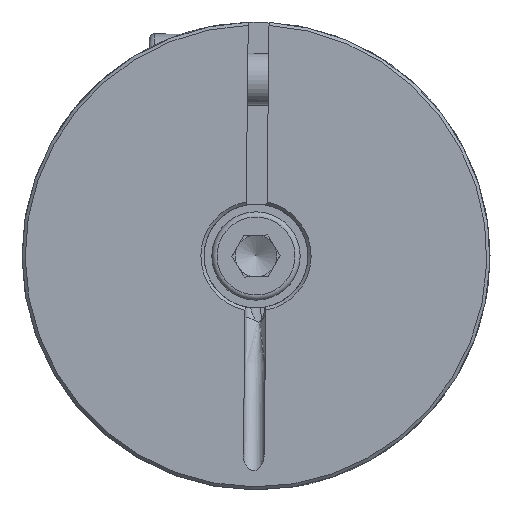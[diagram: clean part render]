
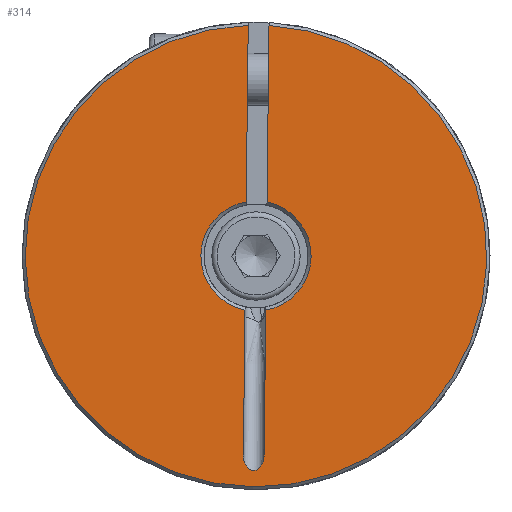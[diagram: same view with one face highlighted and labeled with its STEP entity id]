
A CAD part, left-side view. The second image highlights one B-rep face of the part: STEP entity #314.
In plain terms, the highlighted planar face has unit normal (-1, 0, 0).
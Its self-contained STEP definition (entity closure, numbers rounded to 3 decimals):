
#314 = ADVANCED_FACE( 'NONE', ( #679 ), #680, .F. );
#679 = FACE_OUTER_BOUND( '', #1183, .T. );
#680 = PLANE( '', #1184 );
#1183 = EDGE_LOOP( '', ( #2250, #2251, #2252, #2253, #2254, #2255, #2256, #2257 ) );
#1184 = AXIS2_PLACEMENT_3D( '', #2258, #2259, #2260 );
#2250 = ORIENTED_EDGE( '', *, *, #3060, .F. );
#2251 = ORIENTED_EDGE( '', *, *, #3045, .T. );
#2252 = ORIENTED_EDGE( '', *, *, #3061, .T. );
#2253 = ORIENTED_EDGE( '', *, *, #3062, .T. );
#2254 = ORIENTED_EDGE( '', *, *, #3063, .T. );
#2255 = ORIENTED_EDGE( '', *, *, #3064, .T. );
#2256 = ORIENTED_EDGE( '', *, *, #3065, .F. );
#2257 = ORIENTED_EDGE( '', *, *, #3015, .T. );
#2258 = CARTESIAN_POINT( '', ( 0., 5., 0. ) );
#2259 = DIRECTION( '', ( 1., 0., 0. ) );
#2260 = DIRECTION( '', ( 0., 1., 0. ) );
#3015 = EDGE_CURVE( 'NONE', #3395, #3392, #3396, .T. );
#3045 = EDGE_CURVE( 'NONE', #3444, #3442, #3445, .T. );
#3060 = EDGE_CURVE( 'NONE', #3444, #3392, #3469, .F. );
#3061 = EDGE_CURVE( 'NONE', #3442, #3470, #3471, .T. );
#3062 = EDGE_CURVE( 'NONE', #3470, #3472, #3473, .T. );
#3063 = EDGE_CURVE( 'NONE', #3472, #3474, #3475, .T. );
#3064 = EDGE_CURVE( 'NONE', #3474, #3476, #3477, .F. );
#3065 = EDGE_CURVE( 'NONE', #3395, #3476, #3478, .F. );
#3392 = VERTEX_POINT( 'NONE', #4011 );
#3395 = VERTEX_POINT( 'NONE', #4017 );
#3396 = CIRCLE( '', #4018, 5.3 );
#3442 = VERTEX_POINT( 'NONE', #4080 );
#3444 = VERTEX_POINT( 'NONE', #4082 );
#3445 = B_SPLINE_CURVE_WITH_KNOTS( '', 3, ( #4083, #4084, #4085, #4086, #4087, #4088, #4089, #4090, #4091, #4092, #4093, #4094, #4095, #4096, #4097, #4098, #4099, #4100 ), .UNSPECIFIED., .F., .F., ( 4, 2, 2, 2, 2, 2, 2, 2, 4 ), ( 0., 0., 0.001, 0.001, 0.002, 0.002, 0.003, 0.003, 0.004 ), .UNSPECIFIED. );
#3469 = LINE( '', #4154, #4155 );
#3470 = VERTEX_POINT( 'NONE', #4156 );
#3471 = LINE( '', #4157, #4158 );
#3472 = VERTEX_POINT( 'NONE', #4159 );
#3473 = CIRCLE( '', #4160, 5.3 );
#3474 = VERTEX_POINT( 'NONE', #4161 );
#3475 = LINE( '', #4162, #4163 );
#3476 = VERTEX_POINT( 'NONE', #4164 );
#3477 = CIRCLE( '', #4165, 22.2 );
#3478 = LINE( '', #4166, #4167 );
#4011 = CARTESIAN_POINT( '', ( 0., -1., -5.205 ) );
#4017 = CARTESIAN_POINT( '', ( 0., -1., 5.205 ) );
#4018 = AXIS2_PLACEMENT_3D( '', #4649, #4650, #4651 );
#4080 = CARTESIAN_POINT( '', ( 0., 1., -19.125 ) );
#4082 = CARTESIAN_POINT( '', ( 0., -1., -19.125 ) );
#4083 = CARTESIAN_POINT( '', ( 0., -1., -19.125 ) );
#4084 = CARTESIAN_POINT( '', ( 0., -1., -19.291 ) );
#4085 = CARTESIAN_POINT( '', ( 0., -0.983, -19.455 ) );
#4086 = CARTESIAN_POINT( '', ( 0., -0.91, -19.775 ) );
#4087 = CARTESIAN_POINT( '', ( 0., -0.854, -19.934 ) );
#4088 = CARTESIAN_POINT( '', ( 0., -0.697, -20.225 ) );
#4089 = CARTESIAN_POINT( '', ( 0., -0.593, -20.36 ) );
#4090 = CARTESIAN_POINT( '', ( 0., -0.33, -20.564 ) );
#4091 = CARTESIAN_POINT( '', ( 0., -0.169, -20.63 ) );
#4092 = CARTESIAN_POINT( '', ( 0., 0.168, -20.63 ) );
#4093 = CARTESIAN_POINT( '', ( 0., 0.328, -20.566 ) );
#4094 = CARTESIAN_POINT( '', ( 0., 0.592, -20.361 ) );
#4095 = CARTESIAN_POINT( '', ( 0., 0.695, -20.227 ) );
#4096 = CARTESIAN_POINT( '', ( 0., 0.854, -19.936 ) );
#4097 = CARTESIAN_POINT( '', ( 0., 0.909, -19.78 ) );
#4098 = CARTESIAN_POINT( '', ( 0., 0.983, -19.456 ) );
#4099 = CARTESIAN_POINT( '', ( 0., 1., -19.291 ) );
#4100 = CARTESIAN_POINT( '', ( 0., 1., -19.125 ) );
#4154 = CARTESIAN_POINT( '', ( 0., -1., 13. ) );
#4155 = VECTOR( '', #4712, 1000. );
#4156 = CARTESIAN_POINT( '', ( 0., 1., -5.205 ) );
#4157 = CARTESIAN_POINT( '', ( 0., 1., 0. ) );
#4158 = VECTOR( '', #4713, 1000. );
#4159 = CARTESIAN_POINT( '', ( 0., 1., 5.205 ) );
#4160 = AXIS2_PLACEMENT_3D( '', #4714, #4715, #4716 );
#4161 = CARTESIAN_POINT( '', ( 0., 1., 22.177 ) );
#4162 = CARTESIAN_POINT( '', ( 0., 1., 0. ) );
#4163 = VECTOR( '', #4717, 1000. );
#4164 = CARTESIAN_POINT( '', ( 0., -1., 22.177 ) );
#4165 = AXIS2_PLACEMENT_3D( '', #4718, #4719, #4720 );
#4166 = CARTESIAN_POINT( '', ( 0., -1., 13. ) );
#4167 = VECTOR( '', #4721, 1000. );
#4649 = CARTESIAN_POINT( '', ( 0., 0., 0. ) );
#4650 = DIRECTION( '', ( 1., 0., 0. ) );
#4651 = DIRECTION( '', ( 0., 0., -1. ) );
#4712 = DIRECTION( '', ( 0., 0., -1. ) );
#4713 = DIRECTION( '', ( 0., 0., 1. ) );
#4714 = CARTESIAN_POINT( '', ( 0., 0., 0. ) );
#4715 = DIRECTION( '', ( 1., 0., 0. ) );
#4716 = DIRECTION( '', ( 0., 0., -1. ) );
#4717 = DIRECTION( '', ( 0., 0., 1. ) );
#4718 = CARTESIAN_POINT( '', ( 0., 0., 0. ) );
#4719 = DIRECTION( '', ( 1., 0., 0. ) );
#4720 = DIRECTION( '', ( 0., 0., -1. ) );
#4721 = DIRECTION( '', ( 0., 0., -1. ) );
